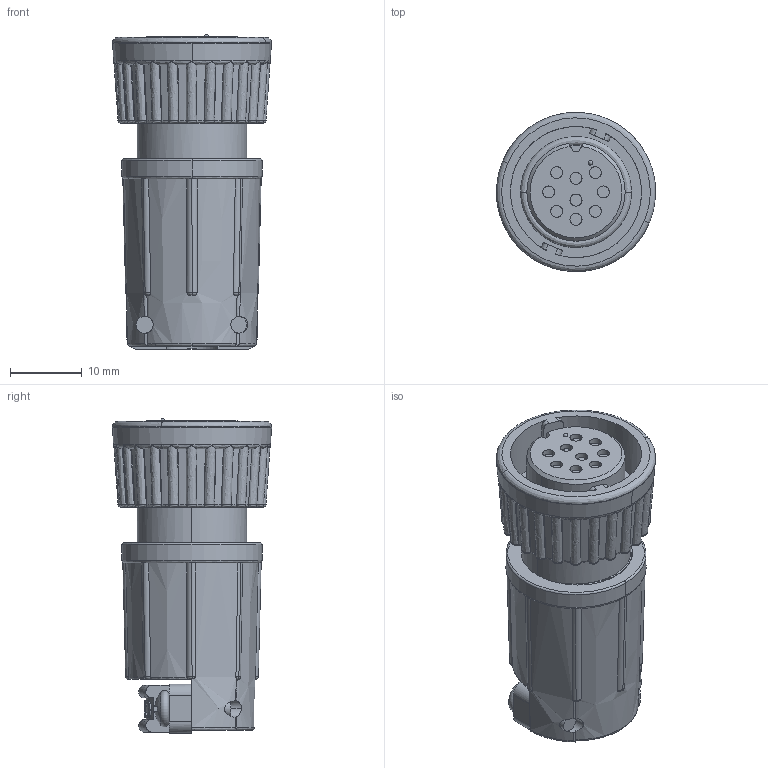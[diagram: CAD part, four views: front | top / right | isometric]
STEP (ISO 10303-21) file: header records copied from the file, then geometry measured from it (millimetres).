
FILE_DESCRIPTION (( 'STEP AP203' ), '1' );
FILE_NAME ('3282-9SG-530.STEP', '2013-05-14T18:23:39', ( '21FPBF1' ), ( 'Conxall' ), 'SwSTEP 2.0', 'SolidWorks 2012', '' );
FILE_SCHEMA (( 'CONFIG_CONTROL_DESIGN' ));
Length unit declared in the file: inch
Products named in the file (1): 3282-9SG-530
Bounding box: 22.2 x 22.22 x 43.9 mm (x, y, z)
Volume: 10103.8 mm3; surface area: 5021.2 mm2
Topology: 1 solids, 1 shells, 443 faces, 1224 edges, 802 vertices
Faces by surface type: plane 155, bspline 130, cylinder 77, cone 42, torus 32, sphere 7
Entity records: 21907 total; most frequent: CARTESIAN_POINT 12327, ORIENTED_EDGE 2444, DIRECTION 1417, EDGE_CURVE 1222, VERTEX_POINT 802, AXIS2_PLACEMENT_3D 574, B_SPLINE_CURVE_WITH_KNOTS 538, EDGE_LOOP 466
